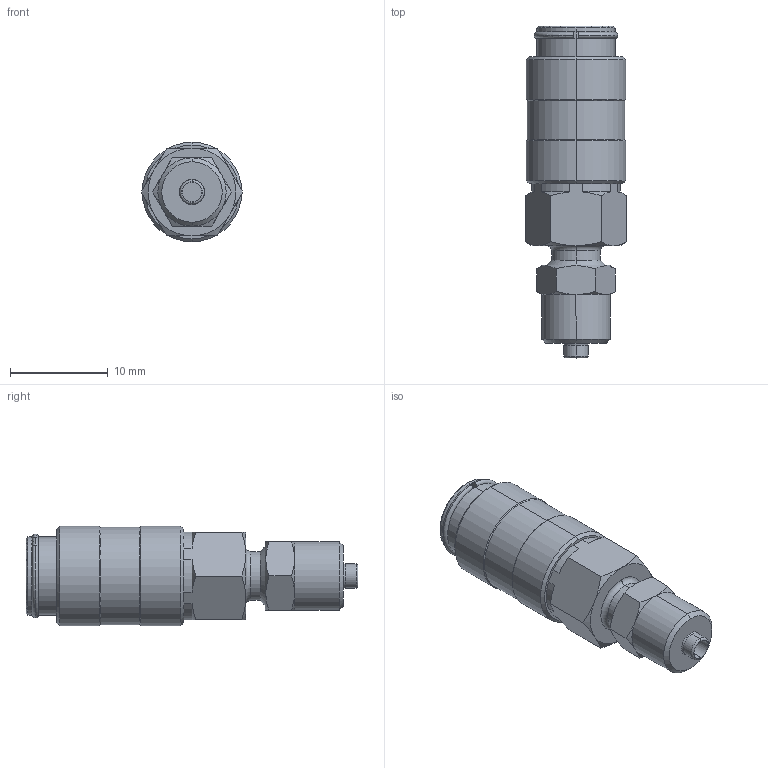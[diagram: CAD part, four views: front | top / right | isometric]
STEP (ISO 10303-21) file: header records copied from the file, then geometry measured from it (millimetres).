
FILE_DESCRIPTION (( 'STEP AP203' ), '1' );
FILE_NAME ('07200410.STEP', '2011-07-19T09:58:56',07201220.step 'SwSTEP 2.0', 'SolidWorks 2011', '' );
FILE_SCHEMA (( 'CONFIG_CONTROL_DESIGN' ));
Length unit declared in the file: millimetre
Products named in the file (1): 07200410
Bounding box: 10.39 x 34 x 10.2 mm (x, y, z)
Volume: 1734 mm3; surface area: 1418.3 mm2
Topology: 2 solids, 2 shells, 97 faces, 212 edges, 128 vertices
Faces by surface type: cone 38, cylinder 28, plane 25, torus 6
Entity records: 2861 total; most frequent: CARTESIAN_POINT 682, DIRECTION 452, ORIENTED_EDGE 424, EDGE_CURVE 212, AXIS2_PLACEMENT_3D 190, VERTEX_POINT 128, EDGE_LOOP 106, ADVANCED_FACE 97
